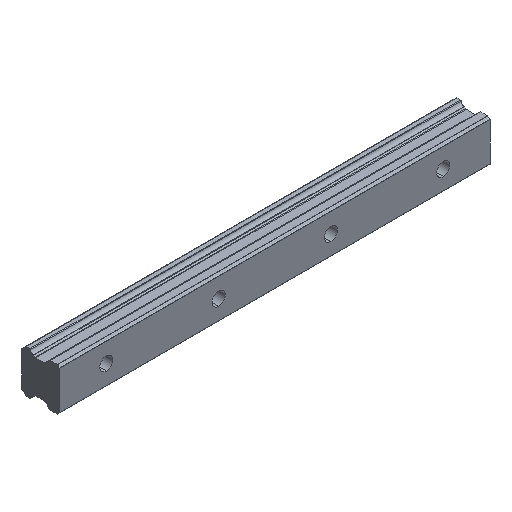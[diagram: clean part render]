
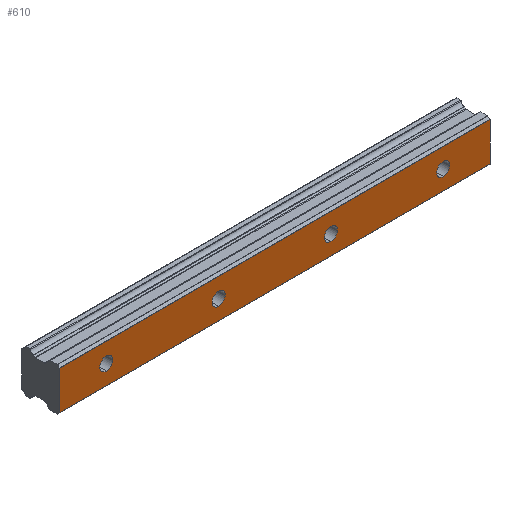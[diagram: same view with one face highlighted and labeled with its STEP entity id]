
A CAD part, isometric view. The second image highlights one B-rep face of the part: STEP entity #610.
In plain terms, the highlighted planar face has unit normal (0, -1, 0).
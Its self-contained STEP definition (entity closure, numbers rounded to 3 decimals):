
#12 = CARTESIAN_POINT ( 'NONE',  ( -25., 0., 10.286 ) ) ;
#15 = AXIS2_PLACEMENT_3D ( 'NONE', #1084, #1772, #1248 ) ;
#17 = DIRECTION ( 'NONE',  ( 0., -1., 0. ) ) ;
#30 = EDGE_CURVE ( 'NONE', #887, #106, #1985, .T. ) ;
#48 = VERTEX_POINT ( 'NONE', #1462 ) ;
#64 = DIRECTION ( 'NONE',  ( 0., 0., -1. ) ) ;
#77 = DIRECTION ( 'NONE',  ( 0., -1., 0. ) ) ;
#99 = EDGE_CURVE ( 'NONE', #48, #1249, #1273, .T. ) ;
#106 = VERTEX_POINT ( 'NONE', #113 ) ;
#107 = VERTEX_POINT ( 'NONE', #279 ) ;
#113 = CARTESIAN_POINT ( 'NONE',  ( 60., 0., -3.5 ) ) ;
#119 = LINE ( 'NONE', #1413, #795 ) ;
#133 = EDGE_CURVE ( 'NONE', #1341, #693, #1263, .T. ) ;
#137 = ORIENTED_EDGE ( 'NONE', *, *, #2086, .F. ) ;
#150 = FACE_BOUND ( 'NONE', #583, .T. ) ;
#157 = CARTESIAN_POINT ( 'NONE',  ( 205., 0., -10.286 ) ) ;
#165 = PLANE ( 'NONE',  #529 ) ;
#172 = DIRECTION ( 'NONE',  ( 0., 0., 1. ) ) ;
#221 = DIRECTION ( 'NONE',  ( 0., -1., 0. ) ) ;
#235 = AXIS2_PLACEMENT_3D ( 'NONE', #879, #77, #271 ) ;
#251 = CARTESIAN_POINT ( 'NONE',  ( 205., 0., 10.286 ) ) ;
#257 = DIRECTION ( 'NONE',  ( 0., -1., 0. ) ) ;
#271 = DIRECTION ( 'NONE',  ( 0., 0., 1. ) ) ;
#279 = CARTESIAN_POINT ( 'NONE',  ( 120., 0., -3.5 ) ) ;
#292 = CIRCLE ( 'NONE', #1945, 3.5 ) ;
#300 = EDGE_CURVE ( 'NONE', #1804, #1995, #827, .T. ) ;
#355 = CARTESIAN_POINT ( 'NONE',  ( -25., 0., -10.286 ) ) ;
#363 = CIRCLE ( 'NONE', #1950, 3.5 ) ;
#379 = EDGE_CURVE ( 'NONE', #707, #1418, #363, .T. ) ;
#387 = AXIS2_PLACEMENT_3D ( 'NONE', #881, #257, #1558 ) ;
#409 = EDGE_LOOP ( 'NONE', ( #1033, #1123 ) ) ;
#460 = FACE_OUTER_BOUND ( 'NONE', #1187, .T. ) ;
#487 = DIRECTION ( 'NONE',  ( 0., -1., 0. ) ) ;
#492 = VECTOR ( 'NONE', #1952, 1000. ) ;
#511 = CARTESIAN_POINT ( 'NONE',  ( 180., 0., 3.5 ) ) ;
#529 = AXIS2_PLACEMENT_3D ( 'NONE', #1445, #2087, #635 ) ;
#552 = CARTESIAN_POINT ( 'NONE',  ( 60., 0., 3.5 ) ) ;
#583 = EDGE_LOOP ( 'NONE', ( #1049, #616 ) ) ;
#610 = ADVANCED_FACE ( 'NONE', ( #460, #1752, #1605, #150, #790 ), #165, .F. ) ;
#616 = ORIENTED_EDGE ( 'NONE', *, *, #844, .F. ) ;
#621 = CIRCLE ( 'NONE', #1574, 3.5 ) ;
#630 = DIRECTION ( 'NONE',  ( 0., 0., 1. ) ) ;
#635 = DIRECTION ( 'NONE',  ( 0., 0., 1. ) ) ;
#662 = CIRCLE ( 'NONE', #1645, 3.5 ) ;
#671 = CARTESIAN_POINT ( 'NONE',  ( 205., 0., 10.286 ) ) ;
#693 = VERTEX_POINT ( 'NONE', #1788 ) ;
#707 = VERTEX_POINT ( 'NONE', #1027 ) ;
#731 = DIRECTION ( 'NONE',  ( 0., 0., 1. ) ) ;
#752 = CIRCLE ( 'NONE', #387, 3.5 ) ;
#790 = FACE_BOUND ( 'NONE', #1840, .T. ) ;
#795 = VECTOR ( 'NONE', #2050, 1000. ) ;
#827 = LINE ( 'NONE', #671, #935 ) ;
#844 = EDGE_CURVE ( 'NONE', #107, #1450, #752, .T. ) ;
#879 = CARTESIAN_POINT ( 'NONE',  ( 0., 0., 0. ) ) ;
#881 = CARTESIAN_POINT ( 'NONE',  ( 120., 0., 0. ) ) ;
#887 = VERTEX_POINT ( 'NONE', #552 ) ;
#935 = VECTOR ( 'NONE', #64, 1000. ) ;
#945 = LINE ( 'NONE', #157, #1167 ) ;
#946 = EDGE_CURVE ( 'NONE', #106, #887, #292, .T. ) ;
#954 = EDGE_CURVE ( 'NONE', #1249, #48, #1312, .T. ) ;
#1011 = CARTESIAN_POINT ( 'NONE',  ( 120., 0., 3.5 ) ) ;
#1027 = CARTESIAN_POINT ( 'NONE',  ( 180., 0., -3.5 ) ) ;
#1033 = ORIENTED_EDGE ( 'NONE', *, *, #954, .F. ) ;
#1048 = ORIENTED_EDGE ( 'NONE', *, *, #300, .F. ) ;
#1049 = ORIENTED_EDGE ( 'NONE', *, *, #1284, .F. ) ;
#1079 = CARTESIAN_POINT ( 'NONE',  ( 180., 0., 0. ) ) ;
#1084 = CARTESIAN_POINT ( 'NONE',  ( 0., 0., 0. ) ) ;
#1093 = ORIENTED_EDGE ( 'NONE', *, *, #379, .F. ) ;
#1123 = ORIENTED_EDGE ( 'NONE', *, *, #99, .F. ) ;
#1148 = CARTESIAN_POINT ( 'NONE',  ( 180., 0., 0. ) ) ;
#1165 = EDGE_LOOP ( 'NONE', ( #137, #1093 ) ) ;
#1167 = VECTOR ( 'NONE', #2092, 1000. ) ;
#1187 = EDGE_LOOP ( 'NONE', ( #1437, #1048, #1833, #1490 ) ) ;
#1210 = EDGE_CURVE ( 'NONE', #1995, #1341, #945, .T. ) ;
#1248 = DIRECTION ( 'NONE',  ( 0., 0., 1. ) ) ;
#1249 = VERTEX_POINT ( 'NONE', #1609 ) ;
#1257 = DIRECTION ( 'NONE',  ( 0., 0., 1. ) ) ;
#1263 = LINE ( 'NONE', #12, #492 ) ;
#1273 = CIRCLE ( 'NONE', #235, 3.5 ) ;
#1279 = CARTESIAN_POINT ( 'NONE',  ( 120., 0., 0. ) ) ;
#1281 = DIRECTION ( 'NONE',  ( 0., -1., 0. ) ) ;
#1284 = EDGE_CURVE ( 'NONE', #1450, #107, #621, .T. ) ;
#1312 = CIRCLE ( 'NONE', #15, 3.5 ) ;
#1341 = VERTEX_POINT ( 'NONE', #355 ) ;
#1383 = DIRECTION ( 'NONE',  ( 0., -1., 0. ) ) ;
#1413 = CARTESIAN_POINT ( 'NONE',  ( 205., 0., 10.286 ) ) ;
#1418 = VERTEX_POINT ( 'NONE', #511 ) ;
#1437 = ORIENTED_EDGE ( 'NONE', *, *, #1210, .F. ) ;
#1445 = CARTESIAN_POINT ( 'NONE',  ( 205., 0., 10.286 ) ) ;
#1450 = VERTEX_POINT ( 'NONE', #1011 ) ;
#1454 = CARTESIAN_POINT ( 'NONE',  ( 60., 0., 0. ) ) ;
#1462 = CARTESIAN_POINT ( 'NONE',  ( 0., 0., -3.5 ) ) ;
#1490 = ORIENTED_EDGE ( 'NONE', *, *, #133, .F. ) ;
#1507 = ORIENTED_EDGE ( 'NONE', *, *, #946, .F. ) ;
#1558 = DIRECTION ( 'NONE',  ( 0., 0., 1. ) ) ;
#1574 = AXIS2_PLACEMENT_3D ( 'NONE', #1279, #487, #630 ) ;
#1605 = FACE_BOUND ( 'NONE', #1165, .T. ) ;
#1609 = CARTESIAN_POINT ( 'NONE',  ( 0., 0., 3.5 ) ) ;
#1622 = CARTESIAN_POINT ( 'NONE',  ( 60., 0., 0. ) ) ;
#1638 = ORIENTED_EDGE ( 'NONE', *, *, #30, .F. ) ;
#1645 = AXIS2_PLACEMENT_3D ( 'NONE', #1148, #221, #1959 ) ;
#1730 = CARTESIAN_POINT ( 'NONE',  ( 205., 0., -10.286 ) ) ;
#1752 = FACE_BOUND ( 'NONE', #409, .T. ) ;
#1772 = DIRECTION ( 'NONE',  ( 0., -1., 0. ) ) ;
#1788 = CARTESIAN_POINT ( 'NONE',  ( -25., 0., 10.286 ) ) ;
#1804 = VERTEX_POINT ( 'NONE', #251 ) ;
#1833 = ORIENTED_EDGE ( 'NONE', *, *, #1983, .F. ) ;
#1840 = EDGE_LOOP ( 'NONE', ( #1638, #1507 ) ) ;
#1945 = AXIS2_PLACEMENT_3D ( 'NONE', #1454, #1281, #1257 ) ;
#1948 = AXIS2_PLACEMENT_3D ( 'NONE', #1622, #17, #172 ) ;
#1950 = AXIS2_PLACEMENT_3D ( 'NONE', #1079, #1383, #731 ) ;
#1952 = DIRECTION ( 'NONE',  ( 0., 0., 1. ) ) ;
#1959 = DIRECTION ( 'NONE',  ( 0., 0., 1. ) ) ;
#1983 = EDGE_CURVE ( 'NONE', #693, #1804, #119, .T. ) ;
#1985 = CIRCLE ( 'NONE', #1948, 3.5 ) ;
#1995 = VERTEX_POINT ( 'NONE', #1730 ) ;
#2050 = DIRECTION ( 'NONE',  ( 1., 0., 0. ) ) ;
#2086 = EDGE_CURVE ( 'NONE', #1418, #707, #662, .T. ) ;
#2087 = DIRECTION ( 'NONE',  ( 0., 1., 0. ) ) ;
#2092 = DIRECTION ( 'NONE',  ( -1., 0., 0. ) ) ;
